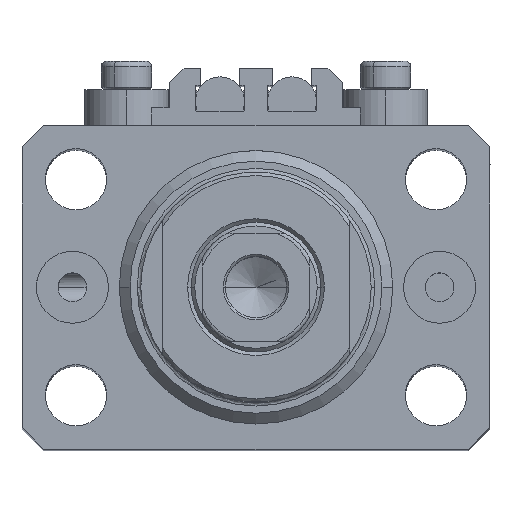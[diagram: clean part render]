
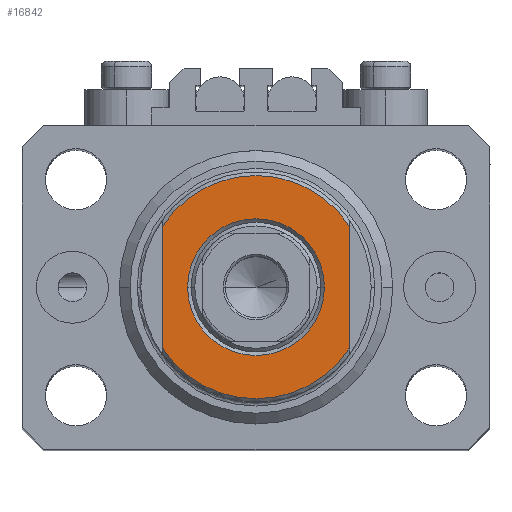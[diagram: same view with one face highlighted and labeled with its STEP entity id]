
A CAD part, top view. The second image highlights one B-rep face of the part: STEP entity #16842.
In plain terms, the highlighted face is planar.
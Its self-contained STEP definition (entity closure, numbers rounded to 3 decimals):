
#1077 = DIRECTION ( 'NONE',  ( 0., -1., 0. ) ) ;
#1682 = VECTOR ( 'NONE', #1077, 1000. ) ;
#2926 = VERTEX_POINT ( 'NONE', #37821 ) ;
#3870 = VERTEX_POINT ( 'NONE', #37888 ) ;
#5108 = AXIS2_PLACEMENT_3D ( 'NONE', #13403, #31169, #27275 ) ;
#6868 = EDGE_LOOP ( 'NONE', ( #28468, #46470 ) ) ;
#7403 = ORIENTED_EDGE ( 'NONE', *, *, #46913, .T. ) ;
#8686 = CIRCLE ( 'NONE', #28122, 9.5 ) ;
#9646 = EDGE_CURVE ( 'NONE', #26283, #39787, #27574, .T. ) ;
#10350 = CARTESIAN_POINT ( 'NONE',  ( 0., 0., -6.5 ) ) ;
#10854 = CARTESIAN_POINT ( 'NONE',  ( 0., 0., -6.5 ) ) ;
#10862 = EDGE_CURVE ( 'NONE', #2926, #3870, #8686, .T. ) ;
#11673 = ORIENTED_EDGE ( 'NONE', *, *, #9646, .F. ) ;
#12709 = PLANE ( 'NONE',  #36005 ) ;
#13403 = CARTESIAN_POINT ( 'NONE',  ( 0., 0., -6.5 ) ) ;
#13601 = CIRCLE ( 'NONE', #15125, 15.5 ) ;
#14763 = CARTESIAN_POINT ( 'NONE',  ( 13., 8.441, -6.5 ) ) ;
#15125 = AXIS2_PLACEMENT_3D ( 'NONE', #10350, #42883, #20835 ) ;
#16842 = ADVANCED_FACE ( 'NONE', ( #45991, #34591 ), #12709, .T. ) ;
#17661 = CARTESIAN_POINT ( 'NONE',  ( -13., -8.441, -6.5 ) ) ;
#17860 = DIRECTION ( 'NONE',  ( -1., 0., 0. ) ) ;
#18401 = DIRECTION ( 'NONE',  ( -1., 0., 0. ) ) ;
#19862 = VERTEX_POINT ( 'NONE', #14763 ) ;
#20262 = ORIENTED_EDGE ( 'NONE', *, *, #33303, .T. ) ;
#20835 = DIRECTION ( 'NONE',  ( -1., 0., 0. ) ) ;
#21457 = VERTEX_POINT ( 'NONE', #46508 ) ;
#22931 = DIRECTION ( 'NONE',  ( 0., 0., -1. ) ) ;
#23736 = CIRCLE ( 'NONE', #45449, 9.5 ) ;
#25025 = EDGE_CURVE ( 'NONE', #26283, #19862, #47010, .T. ) ;
#26283 = VERTEX_POINT ( 'NONE', #35950 ) ;
#27275 = DIRECTION ( 'NONE',  ( -1., 0., 0. ) ) ;
#27574 = LINE ( 'NONE', #38244, #1682 ) ;
#28122 = AXIS2_PLACEMENT_3D ( 'NONE', #36307, #47230, #17860 ) ;
#28468 = ORIENTED_EDGE ( 'NONE', *, *, #35449, .T. ) ;
#29279 = EDGE_LOOP ( 'NONE', ( #29760, #7403, #20262, #11673 ) ) ;
#29720 = DIRECTION ( 'NONE',  ( 0., -1., 0. ) ) ;
#29760 = ORIENTED_EDGE ( 'NONE', *, *, #25025, .T. ) ;
#30236 = CARTESIAN_POINT ( 'NONE',  ( 0., 0., -6.5 ) ) ;
#31169 = DIRECTION ( 'NONE',  ( 0., 0., -1. ) ) ;
#33303 = EDGE_CURVE ( 'NONE', #21457, #39787, #13601, .T. ) ;
#34591 = FACE_OUTER_BOUND ( 'NONE', #29279, .T. ) ;
#35449 = EDGE_CURVE ( 'NONE', #3870, #2926, #23736, .T. ) ;
#35950 = CARTESIAN_POINT ( 'NONE',  ( -13., 8.441, -6.5 ) ) ;
#36005 = AXIS2_PLACEMENT_3D ( 'NONE', #30236, #22931, #37744 ) ;
#36307 = CARTESIAN_POINT ( 'NONE',  ( 0., 0., -6.5 ) ) ;
#36524 = CARTESIAN_POINT ( 'NONE',  ( 13., -43.081, -6.5 ) ) ;
#37744 = DIRECTION ( 'NONE',  ( -1., 0., 0. ) ) ;
#37821 = CARTESIAN_POINT ( 'NONE',  ( 9.5, 0., -6.5 ) ) ;
#37888 = CARTESIAN_POINT ( 'NONE',  ( -9.5, 0., -6.5 ) ) ;
#38244 = CARTESIAN_POINT ( 'NONE',  ( -13., -43.081, -6.5 ) ) ;
#38701 = VECTOR ( 'NONE', #29720, 1000. ) ;
#39787 = VERTEX_POINT ( 'NONE', #17661 ) ;
#40469 = DIRECTION ( 'NONE',  ( 0., 0., 1. ) ) ;
#42883 = DIRECTION ( 'NONE',  ( 0., 0., -1. ) ) ;
#45449 = AXIS2_PLACEMENT_3D ( 'NONE', #10854, #40469, #18401 ) ;
#45991 = FACE_BOUND ( 'NONE', #6868, .T. ) ;
#46470 = ORIENTED_EDGE ( 'NONE', *, *, #10862, .T. ) ;
#46508 = CARTESIAN_POINT ( 'NONE',  ( 13., -8.441, -6.5 ) ) ;
#46913 = EDGE_CURVE ( 'NONE', #19862, #21457, #47446, .T. ) ;
#47010 = CIRCLE ( 'NONE', #5108, 15.5 ) ;
#47230 = DIRECTION ( 'NONE',  ( 0., 0., 1. ) ) ;
#47446 = LINE ( 'NONE', #36524, #38701 ) ;
